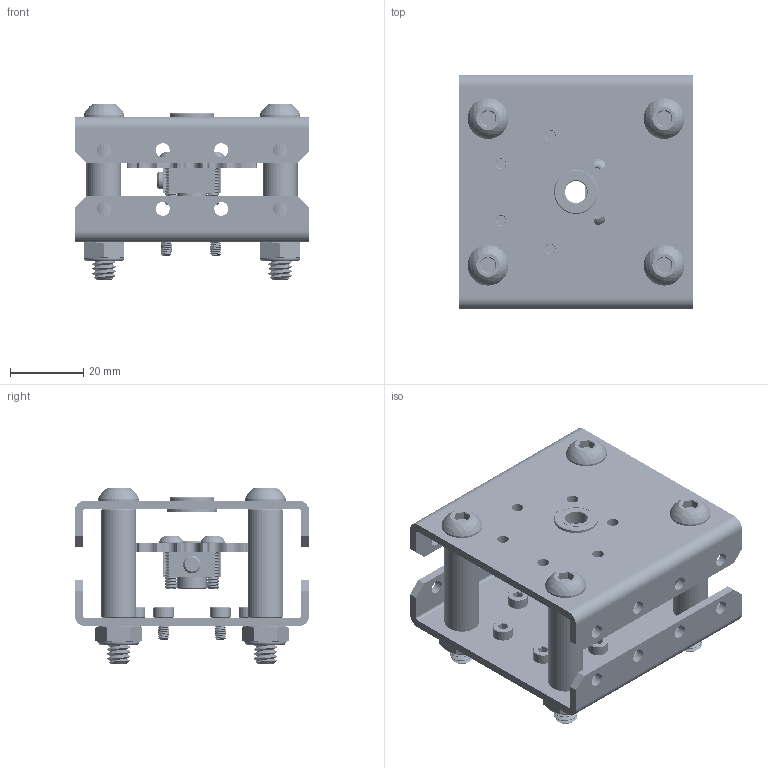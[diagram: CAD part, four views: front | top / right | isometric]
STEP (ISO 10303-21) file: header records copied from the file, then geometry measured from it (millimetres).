
FILE_DESCRIPTION (( 'STEP AP214' ), '1' );
FILE_NAME ('am-3432 PicoBox Solo.STEP', '2016-09-08T15:41:22', ( '' ), ( '' ), 'SwSTEP 2.0', 'SolidWorks 2014', '' );
FILE_SCHEMA (( 'AUTOMOTIVE_DESIGN' ));
Length unit declared in the file: inch
Products named in the file (11): 10-32 x 0.25 Set Screw Cup Point; 6-32x0.500 BHCS with threads_98164A111; 6mmD Double Nub; am-FTC-16t_25-0.25P1ST16T16SN3.0H2.0L0.0938N; 14-20 NyLock thin - Mcm 90566A029_90566A029; 14-20 x 1.750 BHCS_92949A837; M3x0.5x6mm SHCS_91290A111; PicoBox Spacer; PicoBox Solo Plate Final; am-3432 PicoBox Solo; 6mm x 12mm Flanged -Mcm 7804K142_7804K142
Assembly tree (28 placements, depth 2):
  am-3432 PicoBox Solo
    PicoBox Solo Plate Final  x2
    PicoBox Spacer  x4
    M3x0.5x6mm SHCS_91290A111  x6
    14-20 x 1.750 BHCS_92949A837  x4
    14-20 NyLock thin - Mcm 90566A029_90566A029  x4
    am-FTC-16t_25-0.25P1ST16T16SN3.0H2.0L0.0938N
    6mmD Double Nub
    6-32x0.500 BHCS with threads_98164A111  x4
    10-32 x 0.25 Set Screw Cup Point
    6mm x 12mm Flanged -Mcm 7804K142_7804K142
Bounding box: 64 x 64 x 47.8 mm (x, y, z)
Volume: 38176.6 mm3; surface area: 44832.9 mm2
Topology: 47 solids, 47 shells, 1878 faces, 4855 edges, 3085 vertices
Faces by surface type: cylinder 1094, cone 358, plane 320, sphere 40, bspline 36, torus 30
Entity records: 32912 total; most frequent: CARTESIAN_POINT 14961, ORIENTED_EDGE 3628, DIRECTION 3543, EDGE_CURVE 1814, AXIS2_PLACEMENT_3D 1400, VERTEX_POINT 1173, EDGE_LOOP 783, LINE 743
